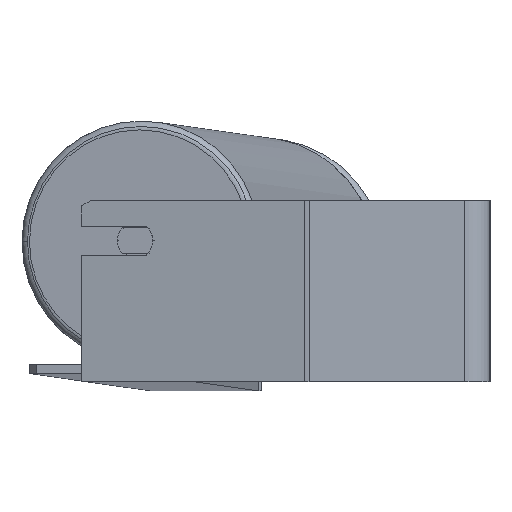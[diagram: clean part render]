
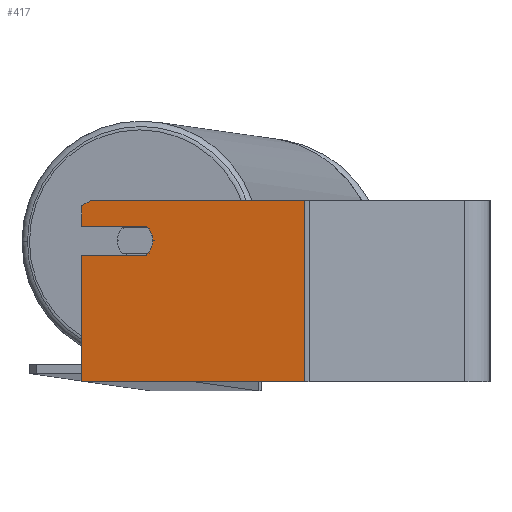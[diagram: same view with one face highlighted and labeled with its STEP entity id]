
A CAD part, left-side view. The second image highlights one B-rep face of the part: STEP entity #417.
In plain terms, the highlighted planar face has unit normal (-0.985, 0.174, 0).
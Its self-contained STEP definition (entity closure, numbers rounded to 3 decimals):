
#104 = CIRCLE ( 'NONE', #5807, 10. ) ;
#230 = CARTESIAN_POINT ( 'NONE',  ( -608.044, 225.661, 20. ) ) ;
#286 = CARTESIAN_POINT ( 'NONE',  ( -608.044, 225.661, 47.113 ) ) ;
#307 = ORIENTED_EDGE ( 'NONE', *, *, #8393, .T. ) ;
#417 = ADVANCED_FACE ( 'NONE', ( #651 ), #4620, .F. ) ;
#513 = DIRECTION ( 'NONE',  ( 0., 0., -1. ) ) ;
#519 = EDGE_CURVE ( 'NONE', #5327, #5499, #2095, .T. ) ;
#531 = ORIENTED_EDGE ( 'NONE', *, *, #5313, .F. ) ;
#651 = FACE_OUTER_BOUND ( 'NONE', #2215, .T. ) ;
#742 = EDGE_CURVE ( 'NONE', #2997, #5327, #4117, .T. ) ;
#1018 = CARTESIAN_POINT ( 'NONE',  ( -613.254, 196.116, 28. ) ) ;
#1027 = VERTEX_POINT ( 'NONE', #4384 ) ;
#1054 = VERTEX_POINT ( 'NONE', #4423 ) ;
#1572 = VECTOR ( 'NONE', #4376, 1000. ) ;
#1652 = DIRECTION ( 'NONE',  ( -0.985, 0.174, 0. ) ) ;
#1739 = EDGE_CURVE ( 'NONE', #4489, #8654, #3496, .T. ) ;
#1802 = VECTOR ( 'NONE', #4280, 1000. ) ;
#1869 = DIRECTION ( 'NONE',  ( 0.985, -0.174, 0. ) ) ;
#2095 = LINE ( 'NONE', #3655, #6605 ) ;
#2193 = LINE ( 'NONE', #2938, #3269 ) ;
#2215 = EDGE_LOOP ( 'NONE', ( #4744, #4193, #7137, #4815, #2417, #531, #2966, #6427, #307, #4069 ) ) ;
#2337 = DIRECTION ( 'NONE',  ( -0.174, -0.985, 0. ) ) ;
#2417 = ORIENTED_EDGE ( 'NONE', *, *, #5950, .F. ) ;
#2579 = CARTESIAN_POINT ( 'NONE',  ( -614.296, 190.208, 36. ) ) ;
#2742 = DIRECTION ( 'NONE',  ( -0.174, -0.985, 0. ) ) ;
#2901 = EDGE_CURVE ( 'NONE', #6110, #8654, #8318, .T. ) ;
#2938 = CARTESIAN_POINT ( 'NONE',  ( -614.296, 190.208, 20. ) ) ;
#2966 = ORIENTED_EDGE ( 'NONE', *, *, #2998, .F. ) ;
#2972 = CARTESIAN_POINT ( 'NONE',  ( -614.296, 190.208, 36. ) ) ;
#2979 = CARTESIAN_POINT ( 'NONE',  ( -608.913, 220.737, 50. ) ) ;
#2997 = VERTEX_POINT ( 'NONE', #2979 ) ;
#2998 = EDGE_CURVE ( 'NONE', #3473, #1054, #2193, .T. ) ;
#3269 = VECTOR ( 'NONE', #5740, 1000. ) ;
#3473 = VERTEX_POINT ( 'NONE', #230 ) ;
#3496 = LINE ( 'NONE', #2972, #8522 ) ;
#3575 = DIRECTION ( 'NONE',  ( 0., 0., -1. ) ) ;
#3640 = CARTESIAN_POINT ( 'NONE',  ( -608.044, 225.661, -50. ) ) ;
#3655 = CARTESIAN_POINT ( 'NONE',  ( -629.787, 102.35, 50. ) ) ;
#4069 = ORIENTED_EDGE ( 'NONE', *, *, #519, .F. ) ;
#4093 = CARTESIAN_POINT ( 'NONE',  ( -608.044, 225.661, 50. ) ) ;
#4117 = LINE ( 'NONE', #5445, #7196 ) ;
#4189 = CARTESIAN_POINT ( 'NONE',  ( -608.044, 225.661, 36. ) ) ;
#4193 = ORIENTED_EDGE ( 'NONE', *, *, #6934, .T. ) ;
#4280 = DIRECTION ( 'NONE',  ( 0., 0., -1. ) ) ;
#4376 = DIRECTION ( 'NONE',  ( -0.174, -0.985, 0. ) ) ;
#4384 = CARTESIAN_POINT ( 'NONE',  ( -614.99, 186.268, 28. ) ) ;
#4423 = CARTESIAN_POINT ( 'NONE',  ( -614.296, 190.208, 20. ) ) ;
#4489 = VERTEX_POINT ( 'NONE', #2579 ) ;
#4620 = PLANE ( 'NONE',  #8649 ) ;
#4662 = CARTESIAN_POINT ( 'NONE',  ( -629.787, 102.35, 50. ) ) ;
#4744 = ORIENTED_EDGE ( 'NONE', *, *, #742, .F. ) ;
#4801 = VECTOR ( 'NONE', #6438, 1000. ) ;
#4815 = ORIENTED_EDGE ( 'NONE', *, *, #1739, .F. ) ;
#4827 = DIRECTION ( 'NONE',  ( 0.174, 0.985, 0. ) ) ;
#5313 = EDGE_CURVE ( 'NONE', #1054, #1027, #6243, .T. ) ;
#5327 = VERTEX_POINT ( 'NONE', #4662 ) ;
#5365 = CARTESIAN_POINT ( 'NONE',  ( -608.044, 225.661, 50. ) ) ;
#5404 = DIRECTION ( 'NONE',  ( -0.174, -0.985, 0. ) ) ;
#5445 = CARTESIAN_POINT ( 'NONE',  ( -608.044, 225.661, 50. ) ) ;
#5499 = VERTEX_POINT ( 'NONE', #6489 ) ;
#5740 = DIRECTION ( 'NONE',  ( -0.174, -0.985, 0. ) ) ;
#5807 = AXIS2_PLACEMENT_3D ( 'NONE', #1018, #1652, #2337 ) ;
#5950 = EDGE_CURVE ( 'NONE', #1027, #4489, #104, .T. ) ;
#6110 = VERTEX_POINT ( 'NONE', #286 ) ;
#6135 = LINE ( 'NONE', #7571, #7138 ) ;
#6243 = CIRCLE ( 'NONE', #7999, 10. ) ;
#6427 = ORIENTED_EDGE ( 'NONE', *, *, #7615, .T. ) ;
#6438 = DIRECTION ( 'NONE',  ( 0.15, 0.853, -0.5 ) ) ;
#6489 = CARTESIAN_POINT ( 'NONE',  ( -629.787, 102.35, -50. ) ) ;
#6605 = VECTOR ( 'NONE', #3575, 1000. ) ;
#6934 = EDGE_CURVE ( 'NONE', #2997, #6110, #8416, .T. ) ;
#7137 = ORIENTED_EDGE ( 'NONE', *, *, #2901, .T. ) ;
#7138 = VECTOR ( 'NONE', #513, 1000. ) ;
#7183 = VERTEX_POINT ( 'NONE', #7584 ) ;
#7196 = VECTOR ( 'NONE', #5404, 1000. ) ;
#7310 = LINE ( 'NONE', #3640, #1572 ) ;
#7472 = DIRECTION ( 'NONE',  ( 0.174, 0.985, 0. ) ) ;
#7571 = CARTESIAN_POINT ( 'NONE',  ( -608.044, 225.661, 50. ) ) ;
#7584 = CARTESIAN_POINT ( 'NONE',  ( -608.044, 225.661, -50. ) ) ;
#7615 = EDGE_CURVE ( 'NONE', #3473, #7183, #6135, .T. ) ;
#7999 = AXIS2_PLACEMENT_3D ( 'NONE', #8244, #8872, #2742 ) ;
#8244 = CARTESIAN_POINT ( 'NONE',  ( -613.254, 196.116, 28. ) ) ;
#8318 = LINE ( 'NONE', #4093, #1802 ) ;
#8393 = EDGE_CURVE ( 'NONE', #7183, #5499, #7310, .T. ) ;
#8416 = LINE ( 'NONE', #8496, #4801 ) ;
#8496 = CARTESIAN_POINT ( 'NONE',  ( -608.044, 225.661, 47.113 ) ) ;
#8522 = VECTOR ( 'NONE', #4827, 1000. ) ;
#8649 = AXIS2_PLACEMENT_3D ( 'NONE', #5365, #1869, #7472 ) ;
#8654 = VERTEX_POINT ( 'NONE', #4189 ) ;
#8872 = DIRECTION ( 'NONE',  ( -0.985, 0.174, 0. ) ) ;
